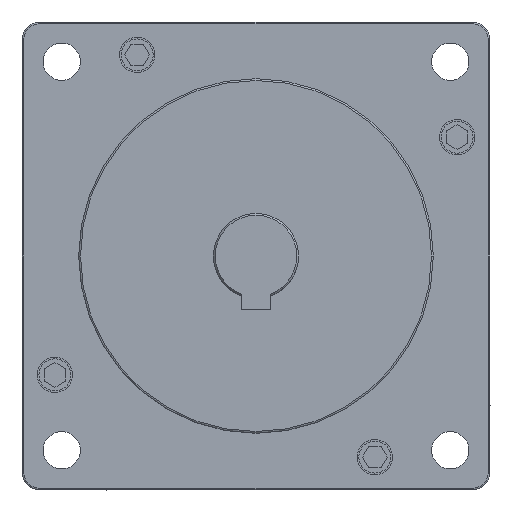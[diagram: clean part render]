
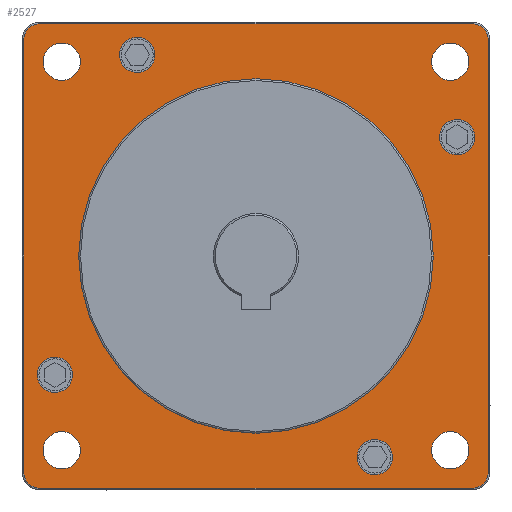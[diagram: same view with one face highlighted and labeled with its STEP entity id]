
A CAD part, left-side view. The second image highlights one B-rep face of the part: STEP entity #2527.
In plain terms, the highlighted planar face has unit normal (-1, 0, 0).
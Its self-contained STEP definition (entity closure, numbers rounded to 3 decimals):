
#1=CARTESIAN_POINT('',(0.,-54.8,-54.8));
#2=DIRECTION('',(-1.,0.,0.));
#3=DIRECTION('',(0.,-1.,0.));
#4=AXIS2_PLACEMENT_3D('',#1,#2,#3);
#6=CARTESIAN_POINT('',(0.,-54.8,-54.8));
#7=DIRECTION('',(-1.,0.,0.));
#8=DIRECTION('',(0.,1.,0.));
#9=AXIS2_PLACEMENT_3D('',#6,#7,#8);
#11=CARTESIAN_POINT('',(0.,54.8,-54.8));
#12=DIRECTION('',(-1.,0.,0.));
#13=DIRECTION('',(0.,-1.,0.));
#14=AXIS2_PLACEMENT_3D('',#11,#12,#13);
#16=CARTESIAN_POINT('',(0.,54.8,-54.8));
#17=DIRECTION('',(-1.,0.,0.));
#18=DIRECTION('',(0.,1.,0.));
#19=AXIS2_PLACEMENT_3D('',#16,#17,#18);
#21=CARTESIAN_POINT('',(0.,54.8,54.8));
#22=DIRECTION('',(-1.,0.,0.));
#23=DIRECTION('',(0.,-1.,0.));
#24=AXIS2_PLACEMENT_3D('',#21,#22,#23);
#26=CARTESIAN_POINT('',(0.,54.8,54.8));
#27=DIRECTION('',(-1.,0.,0.));
#28=DIRECTION('',(0.,1.,0.));
#29=AXIS2_PLACEMENT_3D('',#26,#27,#28);
#31=CARTESIAN_POINT('',(0.,-54.8,54.8));
#32=DIRECTION('',(-1.,0.,0.));
#33=DIRECTION('',(0.,-1.,0.));
#34=AXIS2_PLACEMENT_3D('',#31,#32,#33);
#36=CARTESIAN_POINT('',(0.,-54.8,54.8));
#37=DIRECTION('',(-1.,0.,0.));
#38=DIRECTION('',(0.,1.,0.));
#39=AXIS2_PLACEMENT_3D('',#36,#37,#38);
#41=CARTESIAN_POINT('',(0.,0.,0.));
#42=DIRECTION('',(-1.,0.,0.));
#43=DIRECTION('',(0.,1.,0.));
#44=AXIS2_PLACEMENT_3D('',#41,#42,#43);
#46=CARTESIAN_POINT('',(0.,0.,0.));
#47=DIRECTION('',(-1.,0.,0.));
#48=DIRECTION('',(0.,-1.,0.));
#49=AXIS2_PLACEMENT_3D('',#46,#47,#48);
#51=CARTESIAN_POINT('',(0.,-61.,-61.));
#52=DIRECTION('',(-1.,0.,0.));
#53=DIRECTION('',(0.,0.,-1.));
#54=AXIS2_PLACEMENT_3D('',#51,#52,#53);
#56=DIRECTION('',(0.,-1.,0.));
#57=VECTOR('',#56,122.);
#58=CARTESIAN_POINT('',(0.,61.,-65.5));
#59=LINE('',#58,#57);
#60=CARTESIAN_POINT('',(0.,61.,-61.));
#61=DIRECTION('',(-1.,0.,0.));
#62=DIRECTION('',(0.,1.,0.));
#63=AXIS2_PLACEMENT_3D('',#60,#61,#62);
#65=DIRECTION('',(0.,0.,-1.));
#66=VECTOR('',#65,122.);
#67=CARTESIAN_POINT('',(0.,65.5,61.));
#68=LINE('',#67,#66);
#69=CARTESIAN_POINT('',(0.,61.,61.));
#70=DIRECTION('',(-1.,0.,0.));
#71=DIRECTION('',(0.,0.,1.));
#72=AXIS2_PLACEMENT_3D('',#69,#70,#71);
#74=DIRECTION('',(0.,1.,0.));
#75=VECTOR('',#74,122.);
#76=CARTESIAN_POINT('',(0.,-61.,65.5));
#77=LINE('',#76,#75);
#78=CARTESIAN_POINT('',(0.,-61.,61.));
#79=DIRECTION('',(-1.,0.,0.));
#80=DIRECTION('',(0.,-1.,0.));
#81=AXIS2_PLACEMENT_3D('',#78,#79,#80);
#83=DIRECTION('',(0.,0.,1.));
#84=VECTOR('',#83,122.);
#85=CARTESIAN_POINT('',(0.,-65.5,-61.));
#86=LINE('',#85,#84);
#87=CARTESIAN_POINT('',(0.,-33.53,-56.72));
#88=DIRECTION('',(-1.,0.,0.));
#89=DIRECTION('',(0.,1.,0.));
#90=AXIS2_PLACEMENT_3D('',#87,#88,#89);
#92=CARTESIAN_POINT('',(0.,-33.53,-56.72));
#93=DIRECTION('',(-1.,0.,0.));
#94=DIRECTION('',(0.,-1.,0.));
#95=AXIS2_PLACEMENT_3D('',#92,#93,#94);
#131=CARTESIAN_POINT('',(0.,-56.72,33.53));
#132=DIRECTION('',(-1.,0.,0.));
#133=DIRECTION('',(0.,0.,-1.));
#134=AXIS2_PLACEMENT_3D('',#131,#132,#133);
#136=CARTESIAN_POINT('',(0.,-56.72,33.53));
#137=DIRECTION('',(-1.,0.,0.));
#138=DIRECTION('',(0.,0.,1.));
#139=AXIS2_PLACEMENT_3D('',#136,#137,#138);
#175=CARTESIAN_POINT('',(0.,33.53,56.72));
#176=DIRECTION('',(-1.,0.,0.));
#177=DIRECTION('',(0.,-1.,0.));
#178=AXIS2_PLACEMENT_3D('',#175,#176,#177);
#180=CARTESIAN_POINT('',(0.,33.53,56.72));
#181=DIRECTION('',(-1.,0.,0.));
#182=DIRECTION('',(0.,1.,0.));
#183=AXIS2_PLACEMENT_3D('',#180,#181,#182);
#219=CARTESIAN_POINT('',(0.,56.72,-33.53));
#220=DIRECTION('',(-1.,0.,0.));
#221=DIRECTION('',(0.,0.,1.));
#222=AXIS2_PLACEMENT_3D('',#219,#220,#221);
#224=CARTESIAN_POINT('',(0.,56.72,-33.53));
#225=DIRECTION('',(-1.,0.,0.));
#226=DIRECTION('',(0.,0.,-1.));
#227=AXIS2_PLACEMENT_3D('',#224,#225,#226);
#1978=CARTESIAN_POINT('',(0.,-60.05,-54.8));
#1979=CARTESIAN_POINT('',(0.,-49.55,-54.8));
#1980=VERTEX_POINT('',#1978);
#1981=VERTEX_POINT('',#1979);
#1982=CARTESIAN_POINT('',(0.,49.55,-54.8));
#1983=CARTESIAN_POINT('',(0.,60.05,-54.8));
#1984=VERTEX_POINT('',#1982);
#1985=VERTEX_POINT('',#1983);
#1986=CARTESIAN_POINT('',(0.,49.55,54.8));
#1987=CARTESIAN_POINT('',(0.,60.05,54.8));
#1988=VERTEX_POINT('',#1986);
#1989=VERTEX_POINT('',#1987);
#1990=CARTESIAN_POINT('',(0.,-60.05,54.8));
#1991=CARTESIAN_POINT('',(0.,-49.55,54.8));
#1992=VERTEX_POINT('',#1990);
#1993=VERTEX_POINT('',#1991);
#2218=CARTESIAN_POINT('',(0.,50.,0.));
#2219=CARTESIAN_POINT('',(0.,-50.,0.));
#2220=VERTEX_POINT('',#2218);
#2221=VERTEX_POINT('',#2219);
#2234=CARTESIAN_POINT('',(0.,-61.,-65.5));
#2235=CARTESIAN_POINT('',(0.,-65.5,-61.));
#2236=VERTEX_POINT('',#2234);
#2237=VERTEX_POINT('',#2235);
#2242=CARTESIAN_POINT('',(0.,-65.5,61.));
#2243=VERTEX_POINT('',#2242);
#2246=CARTESIAN_POINT('',(0.,-61.,65.5));
#2247=VERTEX_POINT('',#2246);
#2250=CARTESIAN_POINT('',(0.,61.,65.5));
#2251=VERTEX_POINT('',#2250);
#2254=CARTESIAN_POINT('',(0.,65.5,61.));
#2255=VERTEX_POINT('',#2254);
#2258=CARTESIAN_POINT('',(0.,65.5,-61.));
#2259=VERTEX_POINT('',#2258);
#2262=CARTESIAN_POINT('',(0.,61.,-65.5));
#2263=VERTEX_POINT('',#2262);
#2298=CARTESIAN_POINT('',(0.,-28.53,-56.72));
#2299=CARTESIAN_POINT('',(0.,-38.53,-56.72));
#2300=VERTEX_POINT('',#2298);
#2301=VERTEX_POINT('',#2299);
#2338=CARTESIAN_POINT('',(0.,-56.72,28.53));
#2339=CARTESIAN_POINT('',(0.,-56.72,38.53));
#2340=VERTEX_POINT('',#2338);
#2341=VERTEX_POINT('',#2339);
#2378=CARTESIAN_POINT('',(0.,28.53,56.72));
#2379=CARTESIAN_POINT('',(0.,38.53,56.72));
#2380=VERTEX_POINT('',#2378);
#2381=VERTEX_POINT('',#2379);
#2418=CARTESIAN_POINT('',(0.,56.72,-28.53));
#2419=CARTESIAN_POINT('',(0.,56.72,-38.53));
#2420=VERTEX_POINT('',#2418);
#2421=VERTEX_POINT('',#2419);
#2450=CARTESIAN_POINT('',(0.,0.,0.));
#2451=DIRECTION('',(1.,0.,0.));
#2452=DIRECTION('',(0.,-1.,0.));
#2453=AXIS2_PLACEMENT_3D('',#2450,#2451,#2452);
#2454=PLANE('',#2453);
#2456=ORIENTED_EDGE('',*,*,#2455,.F.);
#2458=ORIENTED_EDGE('',*,*,#2457,.F.);
#2460=ORIENTED_EDGE('',*,*,#2459,.F.);
#2462=ORIENTED_EDGE('',*,*,#2461,.F.);
#2464=ORIENTED_EDGE('',*,*,#2463,.F.);
#2466=ORIENTED_EDGE('',*,*,#2465,.F.);
#2468=ORIENTED_EDGE('',*,*,#2467,.F.);
#2470=ORIENTED_EDGE('',*,*,#2469,.F.);
#2471=EDGE_LOOP('',(#2456,#2458,#2460,#2462,#2464,#2466,#2468,#2470));
#2472=FACE_OUTER_BOUND('',#2471,.F.);
#2474=ORIENTED_EDGE('',*,*,#2473,.T.);
#2476=ORIENTED_EDGE('',*,*,#2475,.T.);
#2477=EDGE_LOOP('',(#2474,#2476));
#2478=FACE_BOUND('',#2477,.F.);
#2480=ORIENTED_EDGE('',*,*,#2479,.T.);
#2482=ORIENTED_EDGE('',*,*,#2481,.T.);
#2483=EDGE_LOOP('',(#2480,#2482));
#2484=FACE_BOUND('',#2483,.F.);
#2486=ORIENTED_EDGE('',*,*,#2485,.T.);
#2488=ORIENTED_EDGE('',*,*,#2487,.T.);
#2489=EDGE_LOOP('',(#2486,#2488));
#2490=FACE_BOUND('',#2489,.F.);
#2492=ORIENTED_EDGE('',*,*,#2491,.T.);
#2494=ORIENTED_EDGE('',*,*,#2493,.T.);
#2495=EDGE_LOOP('',(#2492,#2494));
#2496=FACE_BOUND('',#2495,.F.);
#2498=ORIENTED_EDGE('',*,*,#2497,.T.);
#2500=ORIENTED_EDGE('',*,*,#2499,.T.);
#2501=EDGE_LOOP('',(#2498,#2500));
#2502=FACE_BOUND('',#2501,.F.);
#2504=ORIENTED_EDGE('',*,*,#2503,.T.);
#2506=ORIENTED_EDGE('',*,*,#2505,.T.);
#2507=EDGE_LOOP('',(#2504,#2506));
#2508=FACE_BOUND('',#2507,.F.);
#2510=ORIENTED_EDGE('',*,*,#2509,.T.);
#2512=ORIENTED_EDGE('',*,*,#2511,.T.);
#2513=EDGE_LOOP('',(#2510,#2512));
#2514=FACE_BOUND('',#2513,.F.);
#2516=ORIENTED_EDGE('',*,*,#2515,.T.);
#2518=ORIENTED_EDGE('',*,*,#2517,.T.);
#2519=EDGE_LOOP('',(#2516,#2518));
#2520=FACE_BOUND('',#2519,.F.);
#2522=ORIENTED_EDGE('',*,*,#2521,.T.);
#2524=ORIENTED_EDGE('',*,*,#2523,.T.);
#2525=EDGE_LOOP('',(#2522,#2524));
#2526=FACE_BOUND('',#2525,.F.);
#5=CIRCLE('',#4,5.25);
#10=CIRCLE('',#9,5.25);
#15=CIRCLE('',#14,5.25);
#20=CIRCLE('',#19,5.25);
#25=CIRCLE('',#24,5.25);
#30=CIRCLE('',#29,5.25);
#35=CIRCLE('',#34,5.25);
#40=CIRCLE('',#39,5.25);
#45=CIRCLE('',#44,50.);
#50=CIRCLE('',#49,50.);
#55=CIRCLE('',#54,4.5);
#64=CIRCLE('',#63,4.5);
#73=CIRCLE('',#72,4.5);
#82=CIRCLE('',#81,4.5);
#91=CIRCLE('',#90,5.);
#96=CIRCLE('',#95,5.);
#135=CIRCLE('',#134,5.);
#140=CIRCLE('',#139,5.);
#179=CIRCLE('',#178,5.);
#184=CIRCLE('',#183,5.);
#223=CIRCLE('',#222,5.);
#228=CIRCLE('',#227,5.);
#2455=EDGE_CURVE('',#2236,#2237,#55,.T.);
#2457=EDGE_CURVE('',#2263,#2236,#59,.T.);
#2459=EDGE_CURVE('',#2259,#2263,#64,.T.);
#2461=EDGE_CURVE('',#2255,#2259,#68,.T.);
#2463=EDGE_CURVE('',#2251,#2255,#73,.T.);
#2465=EDGE_CURVE('',#2247,#2251,#77,.T.);
#2467=EDGE_CURVE('',#2243,#2247,#82,.T.);
#2469=EDGE_CURVE('',#2237,#2243,#86,.T.);
#2473=EDGE_CURVE('',#1980,#1981,#5,.T.);
#2475=EDGE_CURVE('',#1981,#1980,#10,.T.);
#2479=EDGE_CURVE('',#1984,#1985,#15,.T.);
#2481=EDGE_CURVE('',#1985,#1984,#20,.T.);
#2485=EDGE_CURVE('',#1988,#1989,#25,.T.);
#2487=EDGE_CURVE('',#1989,#1988,#30,.T.);
#2491=EDGE_CURVE('',#1992,#1993,#35,.T.);
#2493=EDGE_CURVE('',#1993,#1992,#40,.T.);
#2497=EDGE_CURVE('',#2220,#2221,#45,.T.);
#2499=EDGE_CURVE('',#2221,#2220,#50,.T.);
#2503=EDGE_CURVE('',#2300,#2301,#91,.T.);
#2505=EDGE_CURVE('',#2301,#2300,#96,.T.);
#2509=EDGE_CURVE('',#2340,#2341,#135,.T.);
#2511=EDGE_CURVE('',#2341,#2340,#140,.T.);
#2515=EDGE_CURVE('',#2380,#2381,#179,.T.);
#2517=EDGE_CURVE('',#2381,#2380,#184,.T.);
#2521=EDGE_CURVE('',#2420,#2421,#223,.T.);
#2523=EDGE_CURVE('',#2421,#2420,#228,.T.);
#2527=ADVANCED_FACE('',(#2472,#2478,#2484,#2490,#2496,#2502,#2508,#2514,#2520,
#2526),#2454,.F.);
